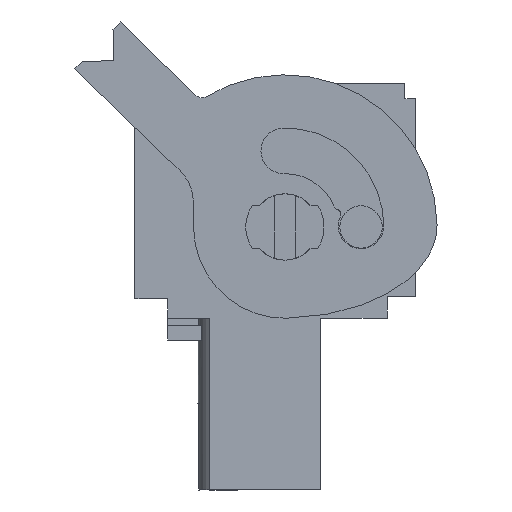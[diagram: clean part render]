
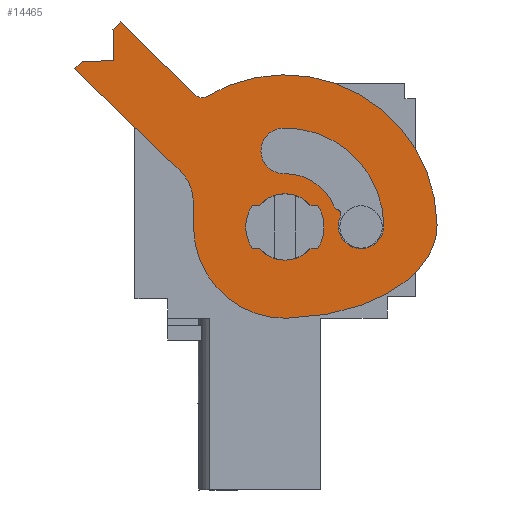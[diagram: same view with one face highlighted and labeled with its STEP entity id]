
A CAD part, left-side view. The second image highlights one B-rep face of the part: STEP entity #14465.
In plain terms, the highlighted planar face has unit normal (-1, 0, 0).
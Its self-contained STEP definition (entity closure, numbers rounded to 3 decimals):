
#13804=AXIS2_PLACEMENT_3D('Circle Axis2P3D',#13802,#13803,$) ;
#14007=AXIS2_PLACEMENT_3D('Circle Axis2P3D',#14005,#14006,$) ;
#14038=AXIS2_PLACEMENT_3D('Circle Axis2P3D',#14036,#14037,$) ;
#14191=AXIS2_PLACEMENT_3D('Circle Axis2P3D',#14189,#14190,$) ;
#14222=AXIS2_PLACEMENT_3D('Circle Axis2P3D',#14220,#14221,$) ;
#14246=AXIS2_PLACEMENT_3D('Circle Axis2P3D',#14244,#14245,$) ;
#14270=AXIS2_PLACEMENT_3D('Circle Axis2P3D',#14268,#14269,$) ;
#14294=AXIS2_PLACEMENT_3D('Circle Axis2P3D',#14292,#14293,$) ;
#14311=AXIS2_PLACEMENT_3D('Circle Axis2P3D',#14309,#14310,$) ;
#14328=AXIS2_PLACEMENT_3D('Circle Axis2P3D',#14326,#14327,$) ;
#14376=AXIS2_PLACEMENT_3D('Circle Axis2P3D',#14374,#14375,$) ;
#14432=AXIS2_PLACEMENT_3D('Plane Axis2P3D',#14429,#14430,#14431) ;
#14450=AXIS2_PLACEMENT_3D('Circle Axis2P3D',#14448,#14449,$) ;
#13799=CARTESIAN_POINT('Vertex',(0.5,6.999,13.625)) ;
#13802=CARTESIAN_POINT('Axis2P3D Location',(0.5,6.999,12.1)) ;
#13806=CARTESIAN_POINT('Vertex',(0.5,6.999,10.575)) ;
#14002=CARTESIAN_POINT('Vertex',(0.5,10.607,18.099)) ;
#14005=CARTESIAN_POINT('Axis2P3D Location',(0.5,6.999,12.1)) ;
#14009=CARTESIAN_POINT('Vertex',(0.5,0.,12.21)) ;
#14033=CARTESIAN_POINT('Vertex',(0.5,6.933,7.901)) ;
#14036=CARTESIAN_POINT('Axis2P3D Location',(0.5,6.999,12.1)) ;
#14040=CARTESIAN_POINT('Vertex',(0.5,11.198,12.034)) ;
#14064=CARTESIAN_POINT('Vertex',(0.5,16.66,19.374)) ;
#14067=CARTESIAN_POINT('Line Origine',(0.5,16.492,19.547)) ;
#14071=CARTESIAN_POINT('Vertex',(0.5,16.324,19.72)) ;
#14091=CARTESIAN_POINT('Line Origine',(0.5,15.605,19.732)) ;
#14095=CARTESIAN_POINT('Vertex',(0.5,14.886,19.743)) ;
#14115=CARTESIAN_POINT('Line Origine',(0.5,14.897,20.462)) ;
#14119=CARTESIAN_POINT('Vertex',(0.5,14.909,21.181)) ;
#14134=CARTESIAN_POINT('Line Origine',(0.5,14.741,21.355)) ;
#14138=CARTESIAN_POINT('Vertex',(0.5,14.573,21.528)) ;
#14158=CARTESIAN_POINT('Line Origine',(0.5,12.832,19.841)) ;
#14162=CARTESIAN_POINT('Vertex',(0.5,11.091,18.154)) ;
#14186=CARTESIAN_POINT('Vertex',(0.5,7.038,14.55)) ;
#14189=CARTESIAN_POINT('Axis2P3D Location',(0.5,6.999,12.1)) ;
#14193=CARTESIAN_POINT('Vertex',(0.5,4.727,13.018)) ;
#14217=CARTESIAN_POINT('Vertex',(0.5,4.583,12.897)) ;
#14220=CARTESIAN_POINT('Axis2P3D Location',(0.5,4.624,12.701)) ;
#14224=CARTESIAN_POINT('Vertex',(0.5,4.444,12.614)) ;
#14244=CARTESIAN_POINT('Axis2P3D Location',(0.5,4.542,13.093)) ;
#14265=CARTESIAN_POINT('Vertex',(0.5,7.071,16.649)) ;
#14268=CARTESIAN_POINT('Axis2P3D Location',(0.5,7.054,15.6)) ;
#14289=CARTESIAN_POINT('Vertex',(0.5,2.45,12.172)) ;
#14292=CARTESIAN_POINT('Axis2P3D Location',(0.5,6.999,12.1)) ;
#14309=CARTESIAN_POINT('Axis2P3D Location',(0.5,3.499,12.155)) ;
#14326=CARTESIAN_POINT('Axis2P3D Location',(0.5,10.813,18.442)) ;
#14347=CARTESIAN_POINT('Vertex',(0.5,11.826,14.689)) ;
#14350=CARTESIAN_POINT('Line Origine',(0.5,14.243,17.031)) ;
#14371=CARTESIAN_POINT('Vertex',(0.5,11.218,13.284)) ;
#14374=CARTESIAN_POINT('Axis2P3D Location',(0.5,13.218,13.253)) ;
#14391=CARTESIAN_POINT('Line Origine',(0.5,11.208,12.659)) ;
#14412=CARTESIAN_POINT('Control Point',(0.5,6.933,7.901)) ;
#14413=CARTESIAN_POINT('Control Point',(0.5,5.853,7.917)) ;
#14414=CARTESIAN_POINT('Control Point',(0.5,4.775,8.059)) ;
#14415=CARTESIAN_POINT('Control Point',(0.5,3.734,8.326)) ;
#14416=CARTESIAN_POINT('Control Point',(0.5,1.928,9.07)) ;
#14417=CARTESIAN_POINT('Control Point',(0.5,0.648,10.227)) ;
#14418=CARTESIAN_POINT('Control Point',(0.5,0.205,10.857)) ;
#14419=CARTESIAN_POINT('Control Point',(0.5,-0.011,11.535)) ;
#14420=CARTESIAN_POINT('Control Point',(0.5,0.,12.21)) ;
#14429=CARTESIAN_POINT('Axis2P3D Location',(0.5,8.399,24.2)) ;
#14448=CARTESIAN_POINT('Axis2P3D Location',(0.5,6.999,12.1)) ;
#13803=DIRECTION('Axis2P3D Direction',(-1.,0.,0.)) ;
#14006=DIRECTION('Axis2P3D Direction',(-1.,0.,0.)) ;
#14037=DIRECTION('Axis2P3D Direction',(-1.,0.,0.)) ;
#14068=DIRECTION('Vector Direction',(0.,-0.696,0.718)) ;
#14092=DIRECTION('Vector Direction',(0.,-1.,0.016)) ;
#14116=DIRECTION('Vector Direction',(0.,0.016,1.)) ;
#14135=DIRECTION('Vector Direction',(0.,-0.696,0.718)) ;
#14159=DIRECTION('Vector Direction',(0.,-0.718,-0.696)) ;
#14190=DIRECTION('Axis2P3D Direction',(-1.,0.,0.)) ;
#14221=DIRECTION('Axis2P3D Direction',(-1.,0.,0.)) ;
#14245=DIRECTION('Axis2P3D Direction',(-1.,0.,0.)) ;
#14269=DIRECTION('Axis2P3D Direction',(-1.,0.,0.)) ;
#14293=DIRECTION('Axis2P3D Direction',(-1.,0.,0.)) ;
#14310=DIRECTION('Axis2P3D Direction',(-1.,0.,0.)) ;
#14327=DIRECTION('Axis2P3D Direction',(-1.,0.,0.)) ;
#14351=DIRECTION('Vector Direction',(0.,-0.718,-0.696)) ;
#14375=DIRECTION('Axis2P3D Direction',(-1.,0.,0.)) ;
#14392=DIRECTION('Vector Direction',(0.,-0.016,-1.)) ;
#14430=DIRECTION('Axis2P3D Direction',(1.,0.,0.)) ;
#14431=DIRECTION('Axis2P3D XDirection',(0.,0.,-1.)) ;
#14449=DIRECTION('Axis2P3D Direction',(1.,0.,0.)) ;
#14069=VECTOR('Line Direction',#14068,1.) ;
#14093=VECTOR('Line Direction',#14092,1.) ;
#14117=VECTOR('Line Direction',#14116,1.) ;
#14136=VECTOR('Line Direction',#14135,1.) ;
#14160=VECTOR('Line Direction',#14159,1.) ;
#14352=VECTOR('Line Direction',#14351,1.) ;
#14393=VECTOR('Line Direction',#14392,1.) ;
#14435=ORIENTED_EDGE('',*,*,#14421,.T.) ;
#14436=ORIENTED_EDGE('',*,*,#14011,.F.) ;
#14437=ORIENTED_EDGE('',*,*,#14330,.T.) ;
#14438=ORIENTED_EDGE('',*,*,#14164,.F.) ;
#14439=ORIENTED_EDGE('',*,*,#14140,.F.) ;
#14440=ORIENTED_EDGE('',*,*,#14121,.F.) ;
#14441=ORIENTED_EDGE('',*,*,#14097,.F.) ;
#14442=ORIENTED_EDGE('',*,*,#14073,.F.) ;
#14443=ORIENTED_EDGE('',*,*,#14354,.T.) ;
#14444=ORIENTED_EDGE('',*,*,#14378,.T.) ;
#14445=ORIENTED_EDGE('',*,*,#14395,.T.) ;
#14446=ORIENTED_EDGE('',*,*,#14042,.F.) ;
#14454=ORIENTED_EDGE('',*,*,#14452,.T.) ;
#14455=ORIENTED_EDGE('',*,*,#13808,.T.) ;
#14458=ORIENTED_EDGE('',*,*,#14296,.T.) ;
#14459=ORIENTED_EDGE('',*,*,#14313,.T.) ;
#14460=ORIENTED_EDGE('',*,*,#14226,.F.) ;
#14461=ORIENTED_EDGE('',*,*,#14248,.T.) ;
#14462=ORIENTED_EDGE('',*,*,#14195,.F.) ;
#14463=ORIENTED_EDGE('',*,*,#14272,.T.) ;
#14456=FACE_BOUND('',#14453,.T.) ;
#14464=FACE_BOUND('',#14457,.T.) ;
#14465=ADVANCED_FACE('L\X2\00F6\X0\sehebel.2',(#14447,#14456,#14464),#14433,.F.) ;
#14411=B_SPLINE_CURVE_WITH_KNOTS('',5,(#14412,#14413,#14414,#14415,#14416,#14417,#14418,#14419,#14420),.UNSPECIFIED.,.F.,.U.,(6,3,6),(0.,8.296,15.673),.UNSPECIFIED.) ;
#13805=CIRCLE('generated circle',#13804,1.525) ;
#14008=CIRCLE('generated circle',#14007,7.) ;
#14039=CIRCLE('generated circle',#14038,4.2) ;
#14192=CIRCLE('generated circle',#14191,2.45) ;
#14223=CIRCLE('generated circle',#14222,0.2) ;
#14247=CIRCLE('generated circle',#14246,0.2) ;
#14271=CIRCLE('generated circle',#14270,1.05) ;
#14295=CIRCLE('generated circle',#14294,4.55) ;
#14312=CIRCLE('generated circle',#14311,1.05) ;
#14329=CIRCLE('generated circle',#14328,0.4) ;
#14377=CIRCLE('generated circle',#14376,2.) ;
#14451=CIRCLE('generated circle',#14450,1.525) ;
#13808=EDGE_CURVE('',#13807,#13800,#13805,.F.) ;
#14011=EDGE_CURVE('',#14003,#14010,#14008,.F.) ;
#14042=EDGE_CURVE('',#14034,#14041,#14039,.F.) ;
#14073=EDGE_CURVE('',#14065,#14072,#14070,.T.) ;
#14097=EDGE_CURVE('',#14072,#14096,#14094,.T.) ;
#14121=EDGE_CURVE('',#14096,#14120,#14118,.T.) ;
#14140=EDGE_CURVE('',#14120,#14139,#14137,.T.) ;
#14164=EDGE_CURVE('',#14139,#14163,#14161,.T.) ;
#14195=EDGE_CURVE('',#14187,#14194,#14192,.F.) ;
#14226=EDGE_CURVE('',#14218,#14225,#14223,.F.) ;
#14248=EDGE_CURVE('',#14218,#14194,#14247,.F.) ;
#14272=EDGE_CURVE('',#14187,#14266,#14271,.F.) ;
#14296=EDGE_CURVE('',#14266,#14290,#14295,.F.) ;
#14313=EDGE_CURVE('',#14290,#14225,#14312,.F.) ;
#14330=EDGE_CURVE('',#14003,#14163,#14329,.F.) ;
#14354=EDGE_CURVE('',#14065,#14348,#14353,.T.) ;
#14378=EDGE_CURVE('',#14348,#14372,#14377,.F.) ;
#14395=EDGE_CURVE('',#14372,#14041,#14394,.T.) ;
#14421=EDGE_CURVE('',#14034,#14010,#14411,.T.) ;
#14452=EDGE_CURVE('',#13800,#13807,#14451,.T.) ;
#14434=EDGE_LOOP('',(#14435,#14436,#14437,#14438,#14439,#14440,#14441,#14442,#14443,#14444,#14445,#14446)) ;
#14453=EDGE_LOOP('',(#14454,#14455)) ;
#14457=EDGE_LOOP('',(#14458,#14459,#14460,#14461,#14462,#14463)) ;
#14447=FACE_OUTER_BOUND('',#14434,.T.) ;
#14070=LINE('Line',#14067,#14069) ;
#14094=LINE('Line',#14091,#14093) ;
#14118=LINE('Line',#14115,#14117) ;
#14137=LINE('Line',#14134,#14136) ;
#14161=LINE('Line',#14158,#14160) ;
#14353=LINE('Line',#14350,#14352) ;
#14394=LINE('Line',#14391,#14393) ;
#14433=PLANE('',#14432) ;
#13800=VERTEX_POINT('',#13799) ;
#13807=VERTEX_POINT('',#13806) ;
#14003=VERTEX_POINT('',#14002) ;
#14010=VERTEX_POINT('',#14009) ;
#14034=VERTEX_POINT('',#14033) ;
#14041=VERTEX_POINT('',#14040) ;
#14065=VERTEX_POINT('',#14064) ;
#14072=VERTEX_POINT('',#14071) ;
#14096=VERTEX_POINT('',#14095) ;
#14120=VERTEX_POINT('',#14119) ;
#14139=VERTEX_POINT('',#14138) ;
#14163=VERTEX_POINT('',#14162) ;
#14187=VERTEX_POINT('',#14186) ;
#14194=VERTEX_POINT('',#14193) ;
#14218=VERTEX_POINT('',#14217) ;
#14225=VERTEX_POINT('',#14224) ;
#14266=VERTEX_POINT('',#14265) ;
#14290=VERTEX_POINT('',#14289) ;
#14348=VERTEX_POINT('',#14347) ;
#14372=VERTEX_POINT('',#14371) ;
